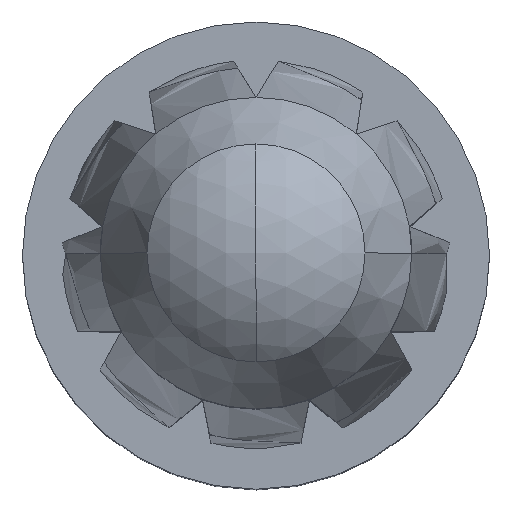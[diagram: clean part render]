
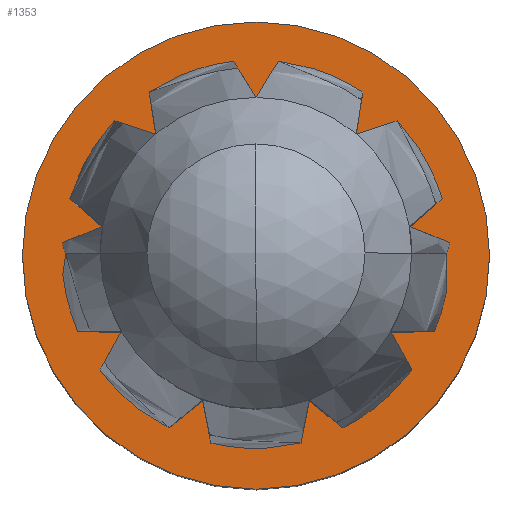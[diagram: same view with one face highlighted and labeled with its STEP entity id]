
A CAD part, top view. The second image highlights one B-rep face of the part: STEP entity #1353.
In plain terms, the highlighted planar face has unit normal (0, 0, 1).
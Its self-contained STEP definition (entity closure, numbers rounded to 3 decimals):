
#86 = CARTESIAN_POINT ( 'NONE',  ( 0., 0., 6. ) ) ;
#113 = VERTEX_POINT ( 'NONE', #311 ) ;
#127 = ORIENTED_EDGE ( 'NONE', *, *, #1276, .F. ) ;
#155 = AXIS2_PLACEMENT_3D ( 'NONE', #86, #2230, #284 ) ;
#284 = DIRECTION ( 'NONE',  ( -1., 0., 0. ) ) ;
#289 = DIRECTION ( 'NONE',  ( 0., 0., -1. ) ) ;
#311 = CARTESIAN_POINT ( 'NONE',  ( 3., 0., 6. ) ) ;
#409 = EDGE_LOOP ( 'NONE', ( #1215, #2130 ) ) ;
#419 = CIRCLE ( 'NONE', #155, 3. ) ;
#422 = CARTESIAN_POINT ( 'NONE',  ( -3., 0., 6. ) ) ;
#454 = DIRECTION ( 'NONE',  ( -1., 0., 0. ) ) ;
#460 = FACE_OUTER_BOUND ( 'NONE', #1275, .T. ) ;
#629 = EDGE_CURVE ( 'NONE', #1905, #1730, #1681, .T. ) ;
#829 = DIRECTION ( 'NONE',  ( 0., 0., 1. ) ) ;
#1102 = EDGE_CURVE ( 'NONE', #2665, #113, #2228, .T. ) ;
#1124 = AXIS2_PLACEMENT_3D ( 'NONE', #1333, #829, #2749 ) ;
#1215 = ORIENTED_EDGE ( 'NONE', *, *, #2586, .T. ) ;
#1275 = EDGE_LOOP ( 'NONE', ( #1390, #127 ) ) ;
#1276 = EDGE_CURVE ( 'NONE', #113, #2665, #419, .T. ) ;
#1333 = CARTESIAN_POINT ( 'NONE',  ( 0., 3., 6. ) ) ;
#1353 = ADVANCED_FACE ( 'NONE', ( #2748, #460 ), #2980, .T. ) ;
#1354 = DIRECTION ( 'NONE',  ( 0., 0., -1. ) ) ;
#1390 = ORIENTED_EDGE ( 'NONE', *, *, #1102, .F. ) ;
#1439 = DIRECTION ( 'NONE',  ( 0., 0., -1. ) ) ;
#1455 = CARTESIAN_POINT ( 'NONE',  ( 0., 0., 6. ) ) ;
#1681 = CIRCLE ( 'NONE', #2622, 2. ) ;
#1730 = VERTEX_POINT ( 'NONE', #2150 ) ;
#1779 = CIRCLE ( 'NONE', #2271, 2. ) ;
#1905 = VERTEX_POINT ( 'NONE', #2273 ) ;
#1994 = DIRECTION ( 'NONE',  ( -1., 0., 0. ) ) ;
#2130 = ORIENTED_EDGE ( 'NONE', *, *, #629, .T. ) ;
#2150 = CARTESIAN_POINT ( 'NONE',  ( -2., 0., 6. ) ) ;
#2228 = CIRCLE ( 'NONE', #2414, 3. ) ;
#2230 = DIRECTION ( 'NONE',  ( 0., 0., -1. ) ) ;
#2271 = AXIS2_PLACEMENT_3D ( 'NONE', #2550, #1354, #2281 ) ;
#2273 = CARTESIAN_POINT ( 'NONE',  ( 2., 0., 6. ) ) ;
#2281 = DIRECTION ( 'NONE',  ( -1., 0., 0. ) ) ;
#2414 = AXIS2_PLACEMENT_3D ( 'NONE', #1455, #1439, #454 ) ;
#2423 = CARTESIAN_POINT ( 'NONE',  ( 0., 0., 6. ) ) ;
#2550 = CARTESIAN_POINT ( 'NONE',  ( 0., 0., 6. ) ) ;
#2586 = EDGE_CURVE ( 'NONE', #1730, #1905, #1779, .T. ) ;
#2622 = AXIS2_PLACEMENT_3D ( 'NONE', #2423, #289, #1994 ) ;
#2665 = VERTEX_POINT ( 'NONE', #422 ) ;
#2748 = FACE_BOUND ( 'NONE', #409, .T. ) ;
#2749 = DIRECTION ( 'NONE',  ( 1., 0., 0. ) ) ;
#2980 = PLANE ( 'NONE',  #1124 ) ;
